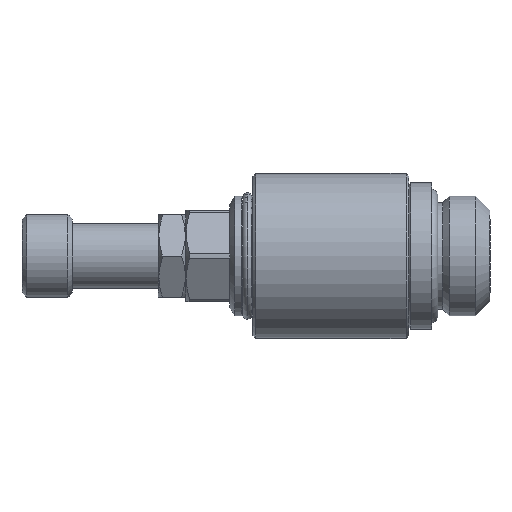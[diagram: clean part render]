
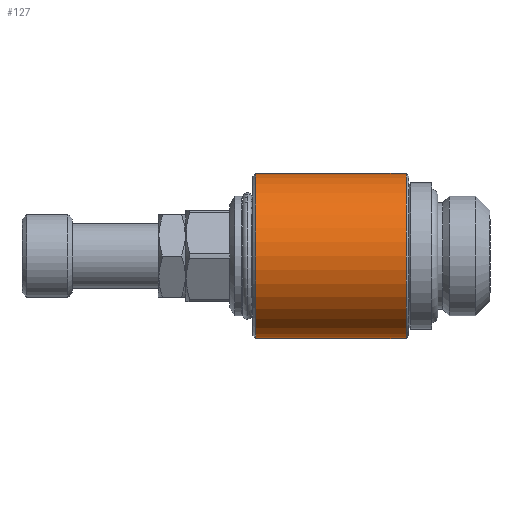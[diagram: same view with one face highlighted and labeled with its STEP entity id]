
A CAD part, left-side view. The second image highlights one B-rep face of the part: STEP entity #127.
In plain terms, the highlighted cylindrical face has radius 9 mm (diameter 18 mm), a partial arc.
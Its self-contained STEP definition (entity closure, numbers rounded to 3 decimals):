
#127 = ADVANCED_FACE ( 'NONE', ( #2353 ), #2352, .T. ) ;
#128 = EDGE_LOOP ( 'NONE', ( #129, #318, #320, #322 ) ) ;
#129 = ORIENTED_EDGE ( 'NONE', *, *, #631, .F. ) ;
#318 = ORIENTED_EDGE ( 'NONE', *, *, #319, .T. ) ;
#319 = EDGE_CURVE ( 'NONE', #639, #644, #939, .T. ) ;
#320 = ORIENTED_EDGE ( 'NONE', *, *, #474, .T. ) ;
#322 = ORIENTED_EDGE ( 'NONE', *, *, #323, .F. ) ;
#323 = EDGE_CURVE ( 'NONE', #562, #665, #1013, .T. ) ;
#474 = EDGE_CURVE ( 'NONE', #644, #665, #1572, .T. ) ;
#562 = VERTEX_POINT ( 'NONE', #1863 ) ;
#631 = EDGE_CURVE ( 'NONE', #639, #562, #2026, .T. ) ;
#639 = VERTEX_POINT ( 'NONE', #1982 ) ;
#644 = VERTEX_POINT ( 'NONE', #1889 ) ;
#665 = VERTEX_POINT ( 'NONE', #2089 ) ;
#938 = AXIS2_PLACEMENT_3D ( 'NONE', #997, #1020, #1019 ) ;
#939 = CIRCLE ( 'NONE', #938, 9. ) ;
#997 = CARTESIAN_POINT ( 'NONE',  ( 0., 25.9, 0. ) ) ;
#1013 = CIRCLE ( 'NONE', #1151, 9. ) ;
#1019 = DIRECTION ( 'NONE',  ( 0., 0., -1. ) ) ;
#1020 = DIRECTION ( 'NONE',  ( 0., -1., 0. ) ) ;
#1147 = DIRECTION ( 'NONE',  ( 0., 0., -1. ) ) ;
#1149 = DIRECTION ( 'NONE',  ( 0., -1., 0. ) ) ;
#1150 = CARTESIAN_POINT ( 'NONE',  ( 0., 9.5, 0. ) ) ;
#1151 = AXIS2_PLACEMENT_3D ( 'NONE', #1150, #1149, #1147 ) ;
#1572 = LINE ( 'NONE', #1662, #1661 ) ;
#1660 = DIRECTION ( 'NONE',  ( 0., -1., 0. ) ) ;
#1661 = VECTOR ( 'NONE', #1660, 1000. ) ;
#1662 = CARTESIAN_POINT ( 'NONE',  ( 0., 7.819, -9. ) ) ;
#1863 = CARTESIAN_POINT ( 'NONE',  ( 0., 9.5, 9. ) ) ;
#1889 = CARTESIAN_POINT ( 'NONE',  ( 0., 25.9, -9. ) ) ;
#1916 = CARTESIAN_POINT ( 'NONE',  ( 0., 7.819, 9. ) ) ;
#1945 = DIRECTION ( 'NONE',  ( 0., -1., 0. ) ) ;
#1946 = VECTOR ( 'NONE', #1945, 1000. ) ;
#1982 = CARTESIAN_POINT ( 'NONE',  ( 0., 25.9, 9. ) ) ;
#2026 = LINE ( 'NONE', #1916, #1946 ) ;
#2089 = CARTESIAN_POINT ( 'NONE',  ( 0., 9.5, -9. ) ) ;
#2216 = AXIS2_PLACEMENT_3D ( 'NONE', #2218, #2217, #2370 ) ;
#2217 = DIRECTION ( 'NONE',  ( 0., -1., 0. ) ) ;
#2218 = CARTESIAN_POINT ( 'NONE',  ( 0., 7.819, 0. ) ) ;
#2352 = CYLINDRICAL_SURFACE ( 'NONE', #2216, 9. ) ;
#2353 = FACE_OUTER_BOUND ( 'NONE', #128, .T. ) ;
#2370 = DIRECTION ( 'NONE',  ( 0., 0., -1. ) ) ;
